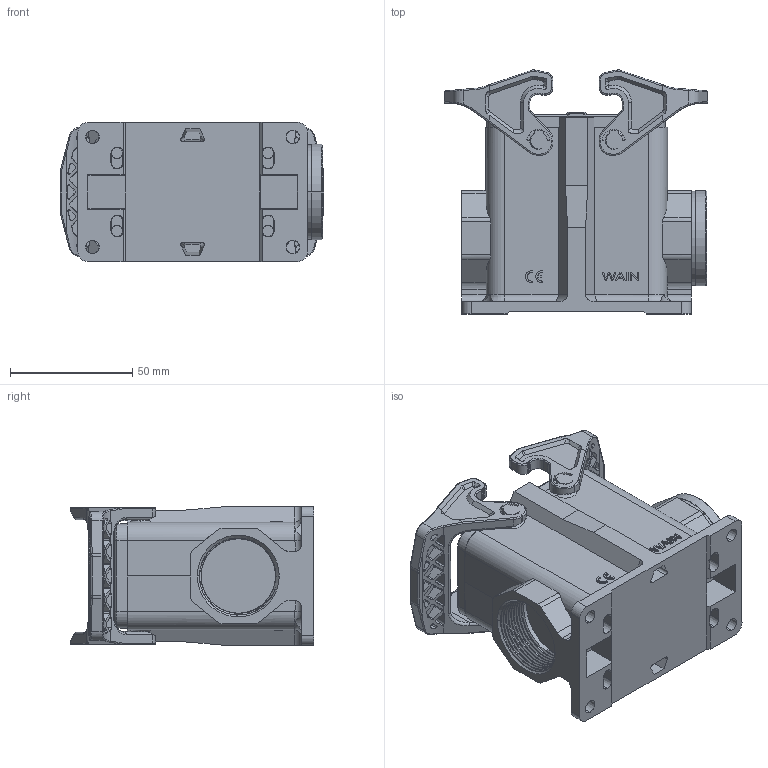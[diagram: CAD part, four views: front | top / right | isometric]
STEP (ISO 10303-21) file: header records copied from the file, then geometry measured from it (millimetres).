
FILE_DESCRIPTION((''),'2;1');
FILE_NAME('H10B_P-SFH-2L-M32_SW0001','2024-02-01T',('13001'),(''),'PRO/ENGINEER BY PARAMETRIC TECHNOLOGY CORPORATION, 2012480','PRO/ENGINEER BY PARAMETRIC TECHNOLOGY CORPORATION, 2012480','');
FILE_SCHEMA(('CONFIG_CONTROL_DESIGN'));
Products named in the file (1): H10B_P-SFH-2L-M32_SW0001
Bounding box: 108 x 99.91 x 57 mm (x, y, z)
Volume: 145943.5 mm3; surface area: 74876.5 mm2
Topology: 1 solids, 1 shells, 1600 faces, 4583 edges, 3027 vertices
Faces by surface type: plane 631, cylinder 569, bspline 213, torus 82, cone 69, extrusion 30, sphere 6
Entity records: 66756 total; most frequent: CARTESIAN_POINT 28039, ORIENTED_EDGE 9138, DIRECTION 6512, EDGE_CURVE 4569, VERTEX_POINT 3027, AXIS2_PLACEMENT_3D 2178, VECTOR 2156, LINE 2126
